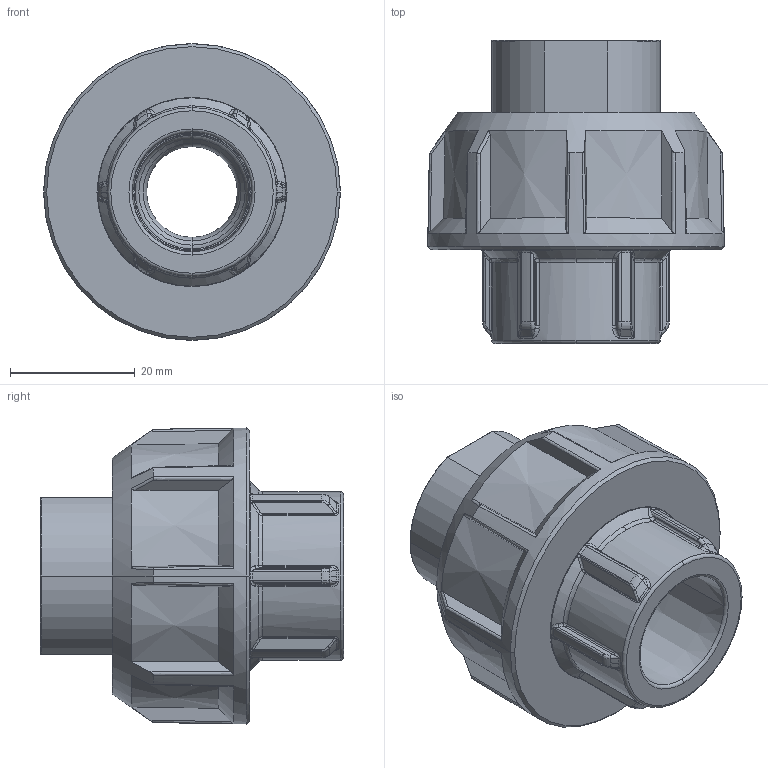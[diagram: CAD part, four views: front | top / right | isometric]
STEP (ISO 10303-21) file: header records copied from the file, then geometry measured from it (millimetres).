
FILE_DESCRIPTION(('STEP AP214'),'1');
FILE_NAME('bifxm020012e.stp','2018-02-12T14:30:55',('TraceParts'),('TraceParts S.A.'),'Spatial InterOp 3D',' ',' ');
FILE_SCHEMA(('automotive_design'));
Length unit declared in the file: millimetre
Products named in the file (3): bifxm020012e_1; bifxm020012e_2; bifxm020012e_3
Bounding box: 47.48 x 48.5 x 47.48 mm (x, y, z)
Volume: 34797.6 mm3; surface area: 17222.5 mm2
Topology: 3 solids, 3 shells, 345 faces, 853 edges, 521 vertices
Faces by surface type: bspline 104, cylinder 84, torus 66, cone 48, plane 43
Entity records: 15621 total; most frequent: CARTESIAN_POINT 5237, ORIENTED_EDGE 1706, DIRECTION 1450, EDGE_CURVE 853, AXIS2_PLACEMENT_3D 661, VERTEX_POINT 521, CIRCLE 417, EDGE_LOOP 358
